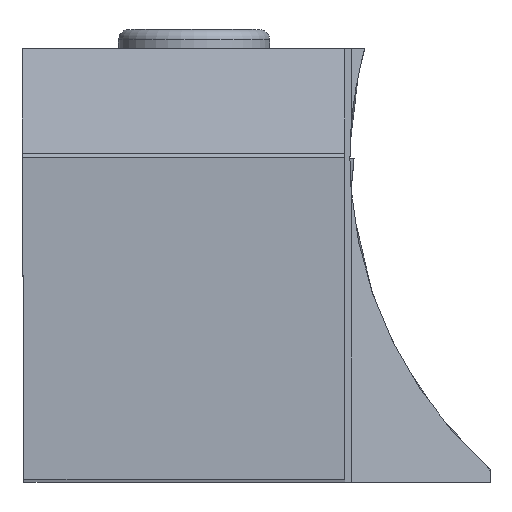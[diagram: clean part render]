
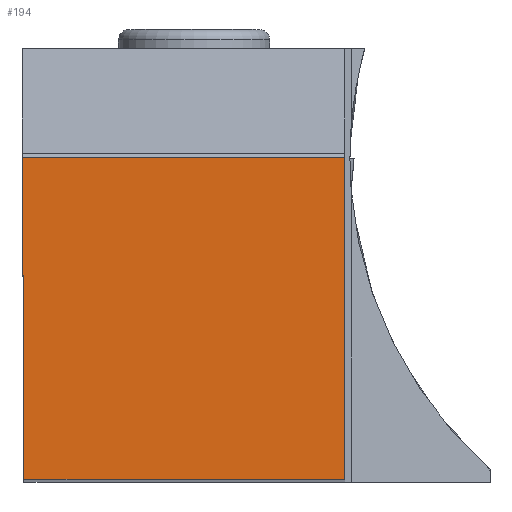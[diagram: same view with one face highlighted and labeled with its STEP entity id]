
A CAD part, top view. The second image highlights one B-rep face of the part: STEP entity #194.
In plain terms, the highlighted planar face has unit normal (0, 0, 1).
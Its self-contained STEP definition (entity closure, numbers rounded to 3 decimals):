
#194=ADVANCED_FACE('BLANK_BOXF006',(#306),#243,.F.);
#243=PLANE('',#1476);
#306=FACE_OUTER_BOUND('',#371,.T.);
#371=EDGE_LOOP('',(#687,#688,#689,#690));
#687=ORIENTED_EDGE('',*,*,#1052,.T.);
#688=ORIENTED_EDGE('',*,*,#1053,.T.);
#689=ORIENTED_EDGE('',*,*,#1048,.T.);
#690=ORIENTED_EDGE('',*,*,#1043,.T.);
#882=VERTEX_POINT('',#2378);
#883=VERTEX_POINT('',#2380);
#885=VERTEX_POINT('',#2390);
#888=VERTEX_POINT('',#2398);
#1043=EDGE_CURVE('',#883,#882,#1170,.T.);
#1048=EDGE_CURVE('',#885,#883,#1175,.T.);
#1052=EDGE_CURVE('',#882,#888,#1179,.T.);
#1053=EDGE_CURVE('',#888,#885,#1180,.T.);
#1170=LINE('',#2379,#1295);
#1175=LINE('',#2389,#1300);
#1179=LINE('',#2397,#1304);
#1180=LINE('',#2399,#1305);
#1295=VECTOR('',#1771,1.);
#1300=VECTOR('',#1782,1.);
#1304=VECTOR('',#1788,1.);
#1305=VECTOR('',#1789,1.);
#1476=AXIS2_PLACEMENT_3D('',#2400,#1790,#1791);
#1771=DIRECTION('',(1.,0.,0.));
#1782=DIRECTION('',(0.004,-1.,0.));
#1788=DIRECTION('',(0.,1.,0.));
#1789=DIRECTION('',(-1.,0.,0.));
#1790=DIRECTION('',(0.,0.,-1.));
#1791=DIRECTION('',(0.,-1.,0.));
#2378=CARTESIAN_POINT('',(25.273,0.,0.));
#2379=CARTESIAN_POINT('',(-151.4,0.,0.));
#2380=CARTESIAN_POINT('',(0.11,0.,0.));
#2389=CARTESIAN_POINT('',(-0.55,151.399,0.));
#2390=CARTESIAN_POINT('',(0.,25.273,0.));
#2397=CARTESIAN_POINT('',(25.273,-151.4,0.));
#2398=CARTESIAN_POINT('',(25.273,25.273,0.));
#2399=CARTESIAN_POINT('',(151.4,25.273,0.));
#2400=CARTESIAN_POINT('',(36.668,-5.,0.));
